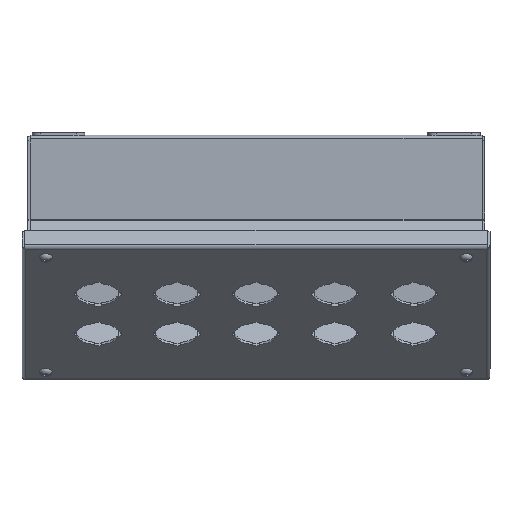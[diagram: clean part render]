
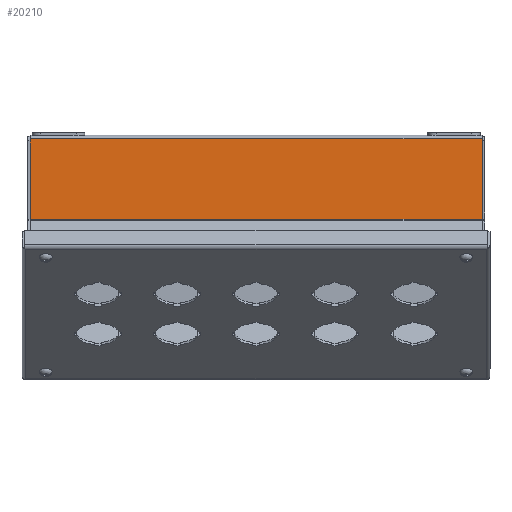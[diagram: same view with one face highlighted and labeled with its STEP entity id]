
A CAD part, top view. The second image highlights one B-rep face of the part: STEP entity #20210.
In plain terms, the highlighted planar face has unit normal (0, 0, 1).
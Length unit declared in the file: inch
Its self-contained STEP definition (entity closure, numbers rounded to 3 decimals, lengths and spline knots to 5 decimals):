
#1429 = VECTOR ( 'NONE', #20737, 39.37008 ) ;
#1871 = CARTESIAN_POINT ( 'NONE',  ( -6.428, 0.19386, 3.38488 ) ) ;
#1973 = DIRECTION ( 'NONE',  ( -1., 0., 0. ) ) ;
#2435 = PLANE ( 'NONE',  #25779 ) ;
#4135 = EDGE_CURVE ( 'NONE', #9665, #25325, #12351, .T. ) ;
#4429 = CARTESIAN_POINT ( 'NONE',  ( -6.428, 0.19386, 3.38488 ) ) ;
#4481 = VECTOR ( 'NONE', #16428, 39.37008 ) ;
#5033 = EDGE_CURVE ( 'NONE', #9665, #8428, #23008, .T. ) ;
#5061 = CARTESIAN_POINT ( 'NONE',  ( 6.428, 2.48221, 3.38488 ) ) ;
#5551 = VERTEX_POINT ( 'NONE', #23204 ) ;
#6110 = ORIENTED_EDGE ( 'NONE', *, *, #23760, .F. ) ;
#7256 = DIRECTION ( 'NONE',  ( -1., 0., 0. ) ) ;
#8428 = VERTEX_POINT ( 'NONE', #1871 ) ;
#9665 = VERTEX_POINT ( 'NONE', #10563 ) ;
#10563 = CARTESIAN_POINT ( 'NONE',  ( 6.428, 0.19386, 3.38488 ) ) ;
#11667 = DIRECTION ( 'NONE',  ( 1., 0., 0. ) ) ;
#12351 = LINE ( 'NONE', #26959, #1429 ) ;
#15306 = EDGE_LOOP ( 'NONE', ( #25016, #6110, #20964, #21871 ) ) ;
#16428 = DIRECTION ( 'NONE',  ( 0., 1., 0. ) ) ;
#17564 = FACE_OUTER_BOUND ( 'NONE', #15306, .T. ) ;
#18484 = LINE ( 'NONE', #26346, #4481 ) ;
#19086 = LINE ( 'NONE', #23351, #19669 ) ;
#19669 = VECTOR ( 'NONE', #11667, 39.37008 ) ;
#20210 = ADVANCED_FACE ( 'NONE', ( #17564 ), #2435, .F. ) ;
#20737 = DIRECTION ( 'NONE',  ( 0., 1., 0. ) ) ;
#20964 = ORIENTED_EDGE ( 'NONE', *, *, #5033, .F. ) ;
#21871 = ORIENTED_EDGE ( 'NONE', *, *, #4135, .T. ) ;
#23008 = LINE ( 'NONE', #4429, #24897 ) ;
#23204 = CARTESIAN_POINT ( 'NONE',  ( -6.428, 2.48221, 3.38488 ) ) ;
#23351 = CARTESIAN_POINT ( 'NONE',  ( -6.428, 2.48221, 3.38488 ) ) ;
#23760 = EDGE_CURVE ( 'NONE', #8428, #5551, #18484, .T. ) ;
#24897 = VECTOR ( 'NONE', #1973, 39.37008 ) ;
#25016 = ORIENTED_EDGE ( 'NONE', *, *, #25287, .F. ) ;
#25287 = EDGE_CURVE ( 'NONE', #5551, #25325, #19086, .T. ) ;
#25325 = VERTEX_POINT ( 'NONE', #5061 ) ;
#25554 = CARTESIAN_POINT ( 'NONE',  ( -6.428, 2.59021, 3.38488 ) ) ;
#25779 = AXIS2_PLACEMENT_3D ( 'NONE', #25554, #25831, #7256 ) ;
#25831 = DIRECTION ( 'NONE',  ( 0., 0., -1. ) ) ;
#26346 = CARTESIAN_POINT ( 'NONE',  ( -6.428, -3.72229, 3.38488 ) ) ;
#26959 = CARTESIAN_POINT ( 'NONE',  ( 6.428, -0.97229, 3.38488 ) ) ;
